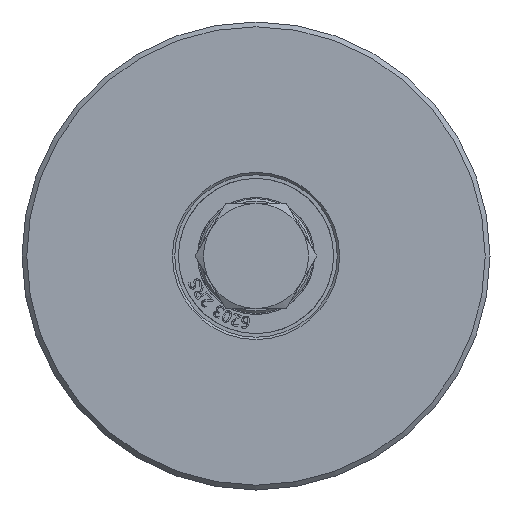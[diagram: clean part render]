
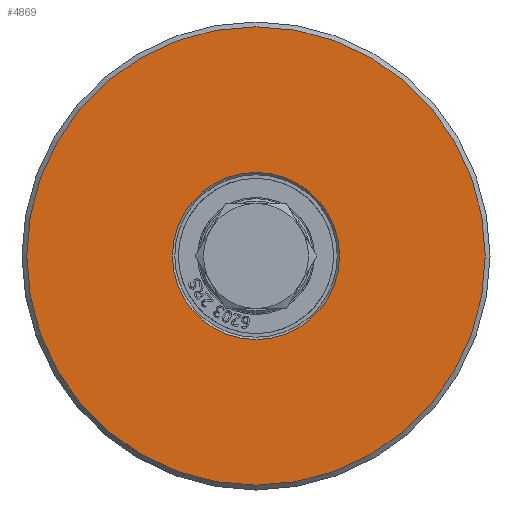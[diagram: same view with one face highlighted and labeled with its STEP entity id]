
A CAD part, left-side view. The second image highlights one B-rep face of the part: STEP entity #4869.
In plain terms, the highlighted planar face has unit normal (-1, 0, 0).
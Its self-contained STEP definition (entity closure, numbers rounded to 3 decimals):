
#491=FACE_BOUND('',#909,.T.);
#541=PLANE('',#5354);
#623=FACE_OUTER_BOUND('',#908,.T.);
#908=EDGE_LOOP('',(#3360));
#909=EDGE_LOOP('',(#3361));
#1802=CIRCLE('',#5353,17.5);
#1803=CIRCLE('',#5355,48.);
#2053=VERTEX_POINT('',#7024);
#2054=VERTEX_POINT('',#7028);
#2597=EDGE_CURVE('',#2053,#2053,#1802,.T.);
#2599=EDGE_CURVE('',#2054,#2054,#1803,.T.);
#3360=ORIENTED_EDGE('',*,*,#2599,.F.);
#3361=ORIENTED_EDGE('',*,*,#2597,.F.);
#4869=ADVANCED_FACE('',(#623,#491),#541,.T.);
#5353=AXIS2_PLACEMENT_3D('',#7025,#5836,#5837);
#5354=AXIS2_PLACEMENT_3D('',#7027,#5839,#5840);
#5355=AXIS2_PLACEMENT_3D('',#7029,#5841,#5842);
#5836=DIRECTION('center_axis',(-1.,0.,0.));
#5837=DIRECTION('ref_axis',(0.,-1.,0.));
#5839=DIRECTION('center_axis',(-1.,0.,0.));
#5840=DIRECTION('ref_axis',(0.,0.,1.));
#5841=DIRECTION('center_axis',(1.,0.,0.));
#5842=DIRECTION('ref_axis',(0.,-1.,0.));
#7024=CARTESIAN_POINT('',(-14.,17.5,0.));
#7025=CARTESIAN_POINT('Origin',(-14.,0.,0.));
#7027=CARTESIAN_POINT('Origin',(-14.,33.,0.));
#7028=CARTESIAN_POINT('',(-14.,48.,0.));
#7029=CARTESIAN_POINT('Origin',(-14.,0.,0.));
